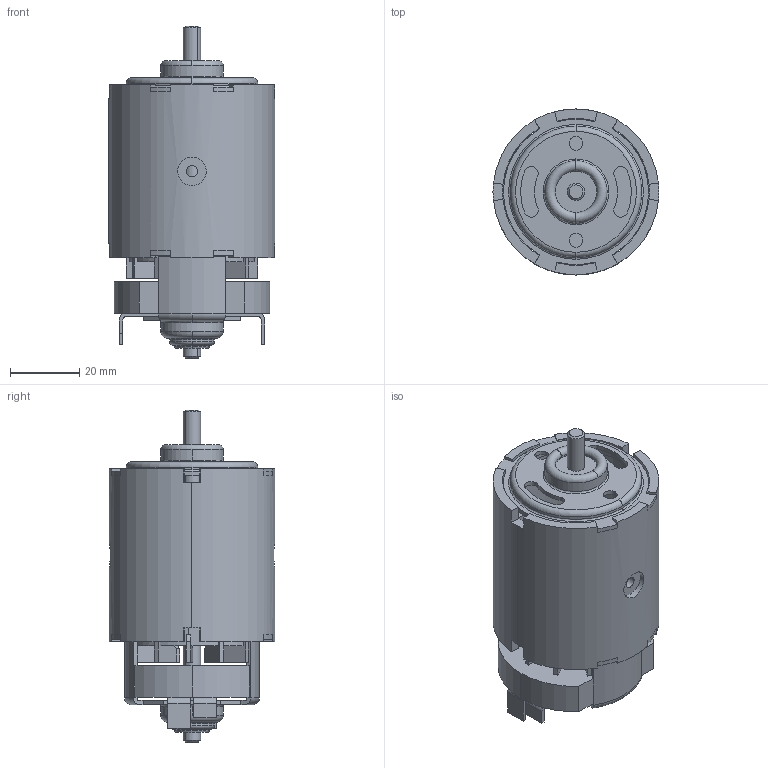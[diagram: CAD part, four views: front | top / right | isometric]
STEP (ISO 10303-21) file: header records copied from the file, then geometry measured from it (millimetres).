
FILE_DESCRIPTION((''),'2;1');
FILE_NAME('boschmotor.stp','2008-01-03T22:02:35',('Owner'),(''),'Autodesk Inventor (R) 6.0','Autodesk Inventor (R) 6.0','');
FILE_SCHEMA(('AUTOMOTIVE_DESIGN { 1 0 10303 214 1 1 1 1 }'));
Length unit declared in the file: millimetre
Products named in the file (9): boschmotor; Bosh Motor Shield; Bosh Motor Cap; Bosch Motor Shaft; Bosch Motor Mount Point; Bosh Motor Fan; Bosch Motor Bottom; Bosch Motor Brush Holder; Bosch Motor Terminal
Assembly tree (9 placements, depth 2):
  boschmotor
    Bosh Motor Shield
    Bosh Motor Cap
    Bosch Motor Shaft
    Bosch Motor Mount Point  x2
    Bosh Motor Fan
    Bosch Motor Bottom
    Bosch Motor Brush Holder
    Bosch Motor Terminal
Bounding box: 48 x 48 x 96 mm (x, y, z)
Volume: 41714 mm3; surface area: 35663.9 mm2
Topology: 9 solids, 9 shells, 396 faces, 1100 edges, 728 vertices
Faces by surface type: plane 232, cylinder 76, bspline 70, torus 14, cone 4
Entity records: 13644 total; most frequent: CARTESIAN_POINT 3299, ORIENTED_EDGE 2152, DIRECTION 2108, EDGE_CURVE 1076, VERTEX_POINT 712, AXIS2_PLACEMENT_3D 707, VECTOR 694, LINE 694
